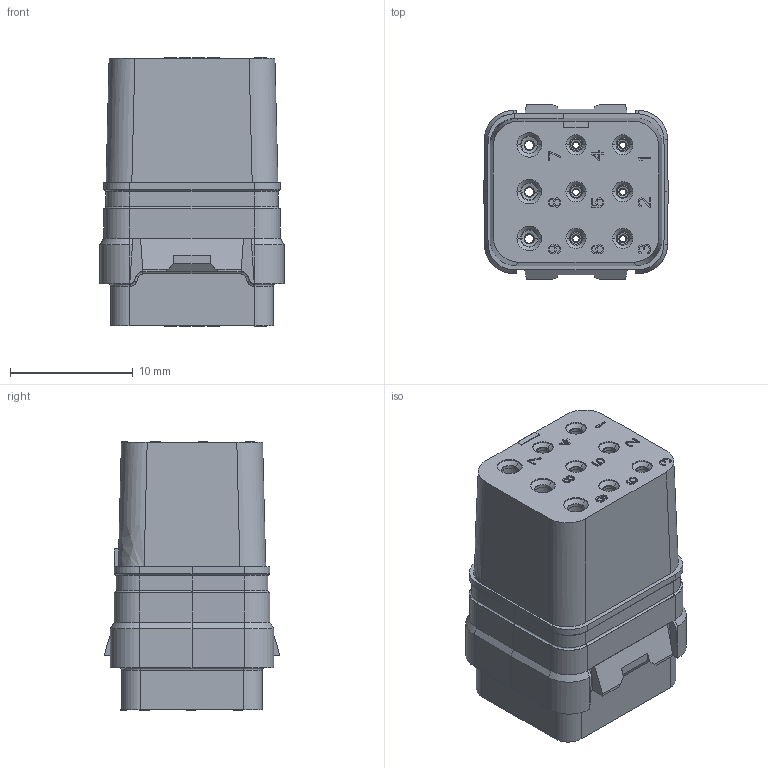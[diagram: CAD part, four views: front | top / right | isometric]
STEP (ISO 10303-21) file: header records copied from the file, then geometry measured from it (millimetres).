
FILE_DESCRIPTION((''),'2;1');
FILE_NAME('SIMM0936SD','2020-01-27T',('presta_be4'),(''),'CREO PARAMETRIC BY PTC INC, 2018360','CREO PARAMETRIC BY PTC INC, 2018360','');
FILE_SCHEMA(('CONFIG_CONTROL_DESIGN'));
Length unit declared in the file: millimetre
Products named in the file (1): SIMM0936SD
Bounding box: 15 x 14.2 x 21.85 mm (x, y, z)
Volume: 3085.7 mm3; surface area: 2861.4 mm2
Topology: 1 solids, 1 shells, 1685 faces, 4229 edges, 2630 vertices
Faces by surface type: plane 981, cylinder 262, cone 202, torus 182, bspline 58
Entity records: 50949 total; most frequent: CARTESIAN_POINT 10172, DIRECTION 8573, ORIENTED_EDGE 8458, EDGE_CURVE 4229, VECTOR 2871, LINE 2871, AXIS2_PLACEMENT_3D 2851, VERTEX_POINT 2630
